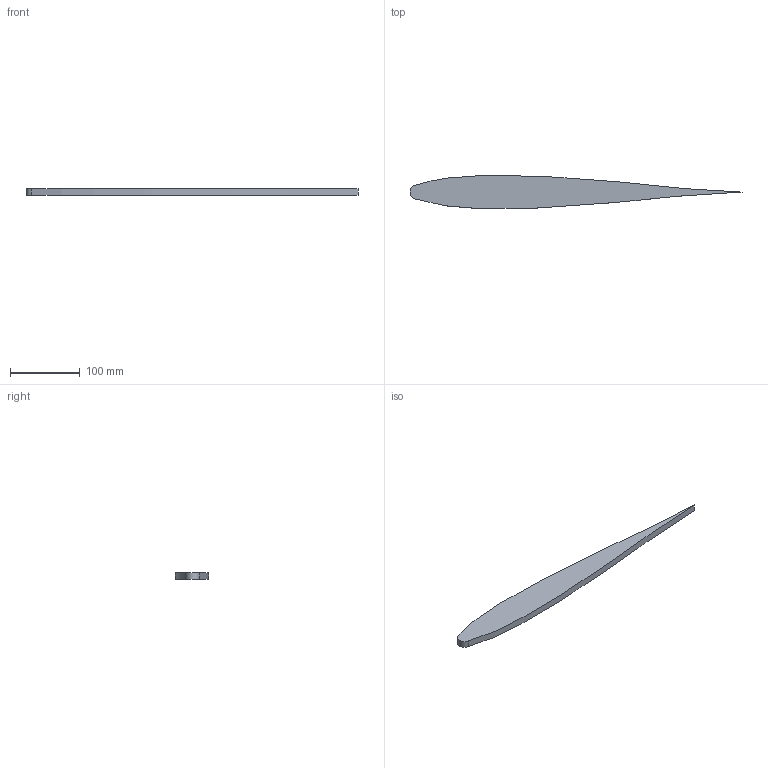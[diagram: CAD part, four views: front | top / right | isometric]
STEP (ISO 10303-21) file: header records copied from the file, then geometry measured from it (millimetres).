
FILE_DESCRIPTION(/* description */ (''),/* implementation_level */ '2;1');
FILE_NAME(/* name */ 'testprofil1.stp',/* time_stamp */ '2020-11-17T09:40:41+01:00',/* author */ ('Michael Haase'),/* organization */ (''),/* preprocessor_version */ 'ST-DEVELOPER v18.1',/* originating_system */ 'Autodesk Inventor 2021',/* authorisation */ '');
FILE_SCHEMA (('AUTOMOTIVE_DESIGN { 1 0 10303 214 3 1 1 }'));
Length unit declared in the file: millimetre
Products named in the file (1): testprofil1
Bounding box: 474.56 x 47.39 x 10 mm (x, y, z)
Volume: 141553 mm3; surface area: 37962.3 mm2
Topology: 1 solids, 1 shells, 5 faces, 9 edges, 6 vertices
Faces by surface type: bspline 2, plane 2, cylinder 1
Entity records: 194 total; most frequent: CARTESIAN_POINT 63, ORIENTED_EDGE 18, DIRECTION 15, EDGE_CURVE 9, VERTEX_POINT 6, AXIS2_PLACEMENT_3D 6, FACE_OUTER_BOUND 5, EDGE_LOOP 5
